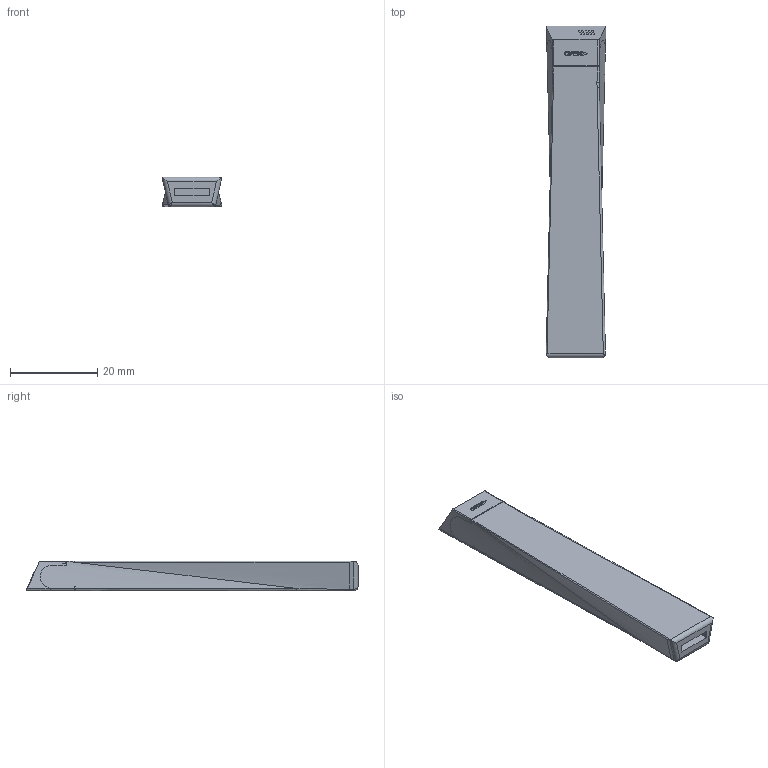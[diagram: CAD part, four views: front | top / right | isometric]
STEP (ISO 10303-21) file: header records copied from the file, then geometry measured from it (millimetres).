
FILE_DESCRIPTION(('HOOPS Exchange Step'),'2;1');
FILE_NAME('temp_export','2024-07-29T11:45:14+08:00',('sharma21'),('Shapr3D Limited'),'HOOPS Exchange 2024.2','Shapr3D','Authorized');
FILE_SCHEMA( ('AUTOMOTIVE_DESIGN { 1 0 10303 214 1 1 1 1 }') );
Length unit declared in the file: millimetre
Products named in the file (1): root
Bounding box: 13.68 x 76.07 x 6.8 mm (x, y, z)
Volume: 5707.9 mm3; surface area: 3190.2 mm2
Topology: 1 solids, 1 shells, 186 faces, 496 edges, 329 vertices
Faces by surface type: plane 127, bspline 53, cylinder 6
Entity records: 7910 total; most frequent: CARTESIAN_POINT 3683, ORIENTED_EDGE 988, DIRECTION 626, EDGE_CURVE 494, VECTOR 334, LINE 334, VERTEX_POINT 331, EDGE_LOOP 207
